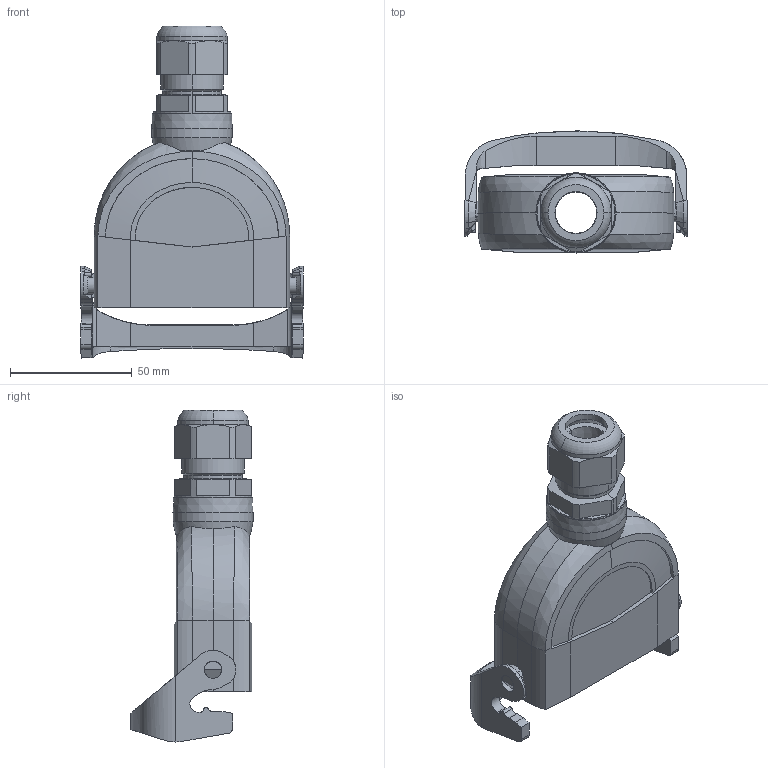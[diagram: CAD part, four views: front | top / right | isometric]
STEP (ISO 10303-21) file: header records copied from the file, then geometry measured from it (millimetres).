
FILE_DESCRIPTION(/* description */ (''),/* implementation_level */ '2;1');
FILE_NAME(/* name */ '100657547ugm000_c.stp',/* time_stamp */ '2022-03-11T23:49:43+01:00',/* author */ (''),/* organization */ (''),/* preprocessor_version */ 'ST-DEVELOPER v16.7',/* originating_system */ 'SIEMENS PLM Software NX 1911',/* authorisation */ '');
FILE_SCHEMA (('AUTOMOTIVE_DESIGN { 1 0 10303 214 3 1 1 1 }'));
Length unit declared in the file: millimetre
Products named in the file (1): 100657547ugm000_c
Bounding box: 91.46 x 50.28 x 136.4 mm (x, y, z)
Volume: 77487.1 mm3; surface area: 48157.1 mm2
Topology: 2 solids, 2 shells, 651 faces, 2604 edges, 2706 vertices
Faces by surface type: plane 429, cylinder 132, cone 40, bspline 39, extrusion 7, torus 4
Full cylindrical faces by diameter (mm): 0.753 x1, 0.986 x1, 3 x4, 3.5 x2, 7 x2, 7.15 x2, 19.5 x1, 23.37 x1, 32.9 x1
Entity records: 36990 total; most frequent: CARTESIAN_POINT 11412, ORIENTED_EDGE 3688, DIRECTION 3347, EDGE_CURVE 1844, VECTOR 1453, LINE 1446, PRESENTATION_STYLE_ASSIGNMENT 1382, VERTEX_POINT 1240
